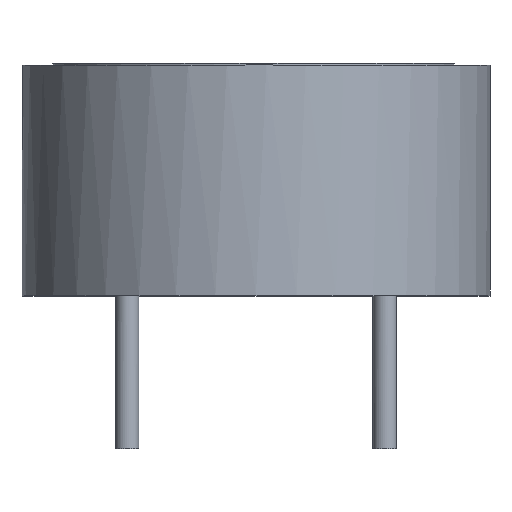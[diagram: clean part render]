
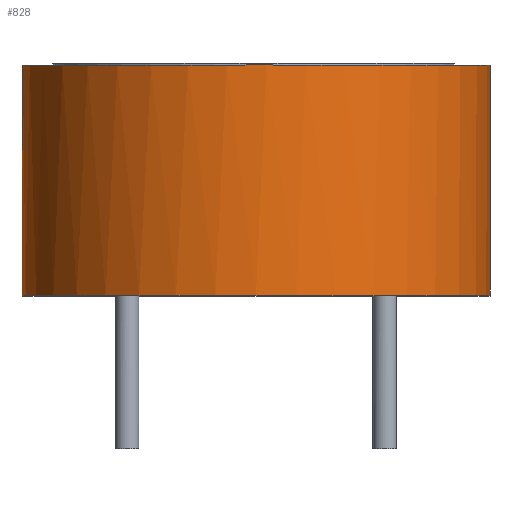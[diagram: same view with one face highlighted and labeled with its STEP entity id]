
A CAD part, top view. The second image highlights one B-rep face of the part: STEP entity #828.
In plain terms, the highlighted cylindrical face has radius 6.9 mm (diameter 13.8 mm), a full revolution.
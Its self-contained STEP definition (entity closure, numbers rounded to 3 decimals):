
#100=FACE_OUTER_BOUND('',#156,.T.);
#156=EDGE_LOOP('',(#593,#594,#595,#596,#597,#598));
#232=LINE('',#1503,#266);
#266=VECTOR('',#1095,6.9);
#294=CIRCLE('',#922,6.9);
#296=CIRCLE('',#926,6.9);
#297=CIRCLE('',#927,6.9);
#298=CIRCLE('',#928,6.9);
#342=VERTEX_POINT('',#1280);
#347=VERTEX_POINT('',#1294);
#366=VERTEX_POINT('',#1500);
#367=VERTEX_POINT('',#1502);
#446=EDGE_CURVE('',#347,#342,#294,.T.);
#454=EDGE_CURVE('',#366,#366,#296,.T.);
#455=EDGE_CURVE('',#366,#367,#232,.T.);
#456=EDGE_CURVE('',#342,#367,#297,.T.);
#457=EDGE_CURVE('',#367,#347,#298,.T.);
#593=ORIENTED_EDGE('',*,*,#454,.T.);
#594=ORIENTED_EDGE('',*,*,#455,.T.);
#595=ORIENTED_EDGE('',*,*,#456,.F.);
#596=ORIENTED_EDGE('',*,*,#446,.F.);
#597=ORIENTED_EDGE('',*,*,#457,.F.);
#598=ORIENTED_EDGE('',*,*,#455,.F.);
#746=CYLINDRICAL_SURFACE('',#925,6.9);
#828=ADVANCED_FACE('',(#100),#746,.T.);
#922=AXIS2_PLACEMENT_3D('',#1337,#1085,#1086);
#925=AXIS2_PLACEMENT_3D('',#1499,#1091,#1092);
#926=AXIS2_PLACEMENT_3D('',#1501,#1093,#1094);
#927=AXIS2_PLACEMENT_3D('',#1504,#1096,#1097);
#928=AXIS2_PLACEMENT_3D('',#1505,#1098,#1099);
#1085=DIRECTION('center_axis',(0.,1.,0.));
#1086=DIRECTION('ref_axis',(-1.,0.,0.));
#1091=DIRECTION('center_axis',(0.,-1.,0.));
#1092=DIRECTION('ref_axis',(-1.,0.,0.));
#1093=DIRECTION('center_axis',(0.,1.,0.));
#1094=DIRECTION('ref_axis',(-1.,0.,0.));
#1095=DIRECTION('',(0.,1.,0.));
#1096=DIRECTION('center_axis',(0.,1.,0.));
#1097=DIRECTION('ref_axis',(-1.,0.,0.));
#1098=DIRECTION('center_axis',(0.,1.,0.));
#1099=DIRECTION('ref_axis',(-1.,0.,0.));
#1280=CARTESIAN_POINT('',(-3.144,4.102,-6.097));
#1294=CARTESIAN_POINT('',(3.106,4.102,-6.107));
#1337=CARTESIAN_POINT('Origin',(-0.009,4.102,0.05));
#1499=CARTESIAN_POINT('Origin',(-0.009,4.102,0.05));
#1500=CARTESIAN_POINT('',(6.891,-2.698,0.05));
#1501=CARTESIAN_POINT('Origin',(-0.009,-2.698,0.05));
#1502=CARTESIAN_POINT('',(6.891,4.102,0.05));
#1503=CARTESIAN_POINT('',(6.891,4.102,0.05));
#1504=CARTESIAN_POINT('Origin',(-0.009,4.102,0.05));
#1505=CARTESIAN_POINT('Origin',(-0.009,4.102,0.05));
